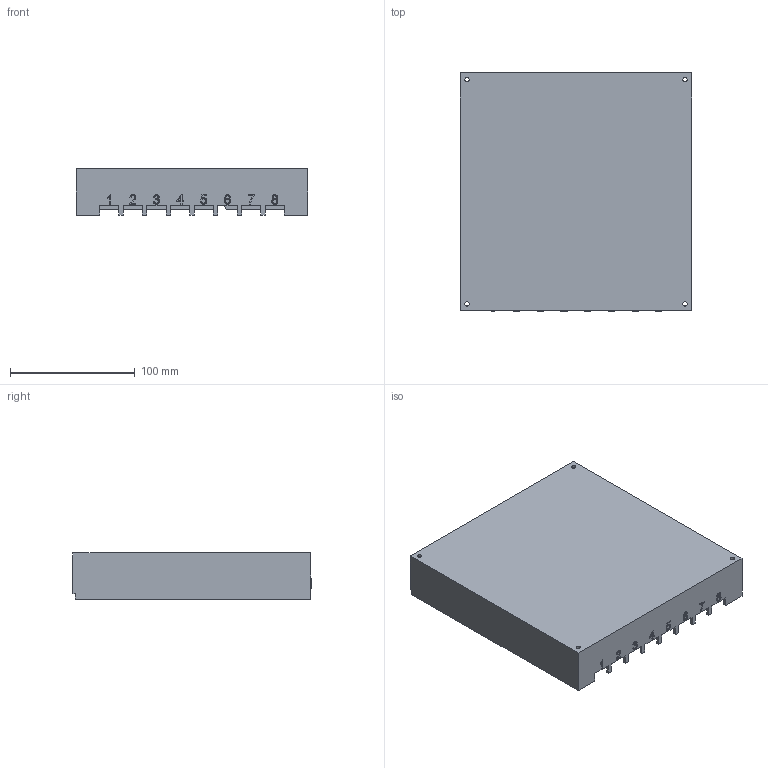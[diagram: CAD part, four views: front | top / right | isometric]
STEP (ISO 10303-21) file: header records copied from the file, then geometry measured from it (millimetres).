
FILE_DESCRIPTION(/* description */ ('','CAx-IF Rec.Pracs.---Representation and Presentation of Product Manufacturing Information (PMI)---4.0---2014-10-13'),/* implementation_level */ '2;1');
FILE_NAME(/* name */ 'Relay Controller with non-soldered breadboard v2 top.step',/* time_stamp */ '2025-01-21T18:04:29-08:00',/* author */ (''),/* organization */ (''),/* preprocessor_version */ 'ST-DEVELOPER v20',/* originating_system */ 'Autodesk Translation Framework v13.20.0.188',/* authorisation */ '');
FILE_SCHEMA (('AP242_MANAGED_MODEL_BASED_3D_ENGINEERING_MIM_LF { 1 0 10303 442 1 1 4 }'));
Length unit declared in the file: millimetre
Products named in the file (1): Relay Controller with non-soldered breadboard
Bounding box: 186 x 191.2 x 37 mm (x, y, z)
Volume: 119421.6 mm3; surface area: 121362.5 mm2
Topology: 1 solids, 1 shells, 237 faces, 667 edges, 444 vertices
Faces by surface type: bspline 130, plane 102, cylinder 5
Full cylindrical faces by diameter (mm): 3.5 x4
Entity records: 8844 total; most frequent: CARTESIAN_POINT 3559, ORIENTED_EDGE 1334, EDGE_CURVE 667, DIRECTION 633, VERTEX_POINT 444, LINE 397, VECTOR 397, B_SPLINE_CURVE_WITH_KNOTS 260
